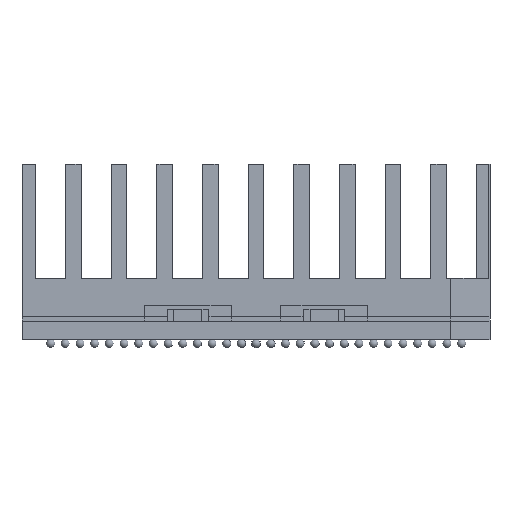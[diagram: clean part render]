
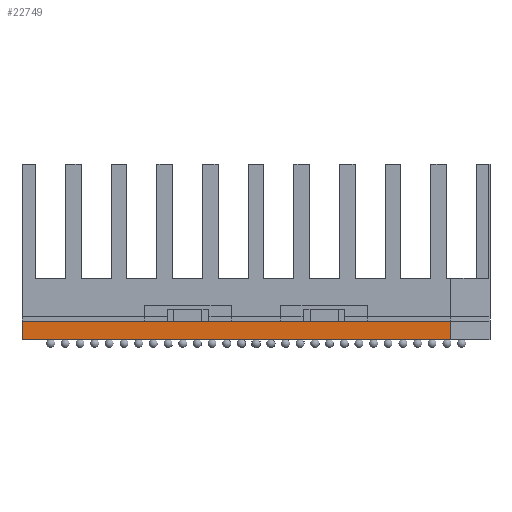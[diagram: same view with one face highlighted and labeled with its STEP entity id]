
A CAD part, left-side view. The second image highlights one B-rep face of the part: STEP entity #22749.
In plain terms, the highlighted planar face has unit normal (-1, 0, 0).
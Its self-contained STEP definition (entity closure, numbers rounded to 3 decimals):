
#22724 = VERTEX_POINT('',#22725);
#22725 = CARTESIAN_POINT('',(-20.25,20.25,1.6));
#22731 = EDGE_CURVE('',#22732,#22724,#22734,.T.);
#22732 = VERTEX_POINT('',#22733);
#22733 = CARTESIAN_POINT('',(-20.25,20.25,0.));
#22734 = LINE('',#22735,#22736);
#22735 = CARTESIAN_POINT('',(-20.25,20.25,0.));
#22736 = VECTOR('',#22737,1.);
#22737 = DIRECTION('',(0.,0.,1.));
#22749 = ADVANCED_FACE('',(#22750),#22775,.F.);
#22750 = FACE_BOUND('',#22751,.F.);
#22751 = EDGE_LOOP('',(#22752,#22753,#22761,#22769));
#22752 = ORIENTED_EDGE('',*,*,#22731,.T.);
#22753 = ORIENTED_EDGE('',*,*,#22754,.T.);
#22754 = EDGE_CURVE('',#22724,#22755,#22757,.T.);
#22755 = VERTEX_POINT('',#22756);
#22756 = CARTESIAN_POINT('',(-20.25,-16.85,1.6));
#22757 = LINE('',#22758,#22759);
#22758 = CARTESIAN_POINT('',(-20.25,20.25,1.6));
#22759 = VECTOR('',#22760,1.);
#22760 = DIRECTION('',(0.,-1.,0.));
#22761 = ORIENTED_EDGE('',*,*,#22762,.F.);
#22762 = EDGE_CURVE('',#22763,#22755,#22765,.T.);
#22763 = VERTEX_POINT('',#22764);
#22764 = CARTESIAN_POINT('',(-20.25,-16.85,0.));
#22765 = LINE('',#22766,#22767);
#22766 = CARTESIAN_POINT('',(-20.25,-16.85,0.));
#22767 = VECTOR('',#22768,1.);
#22768 = DIRECTION('',(0.,0.,1.));
#22769 = ORIENTED_EDGE('',*,*,#22770,.F.);
#22770 = EDGE_CURVE('',#22732,#22763,#22771,.T.);
#22771 = LINE('',#22772,#22773);
#22772 = CARTESIAN_POINT('',(-20.25,20.25,0.));
#22773 = VECTOR('',#22774,1.);
#22774 = DIRECTION('',(0.,-1.,0.));
#22775 = PLANE('',#22776);
#22776 = AXIS2_PLACEMENT_3D('',#22777,#22778,#22779);
#22777 = CARTESIAN_POINT('',(-20.25,20.25,0.));
#22778 = DIRECTION('',(1.,0.,-0.));
#22779 = DIRECTION('',(0.,-1.,0.));
